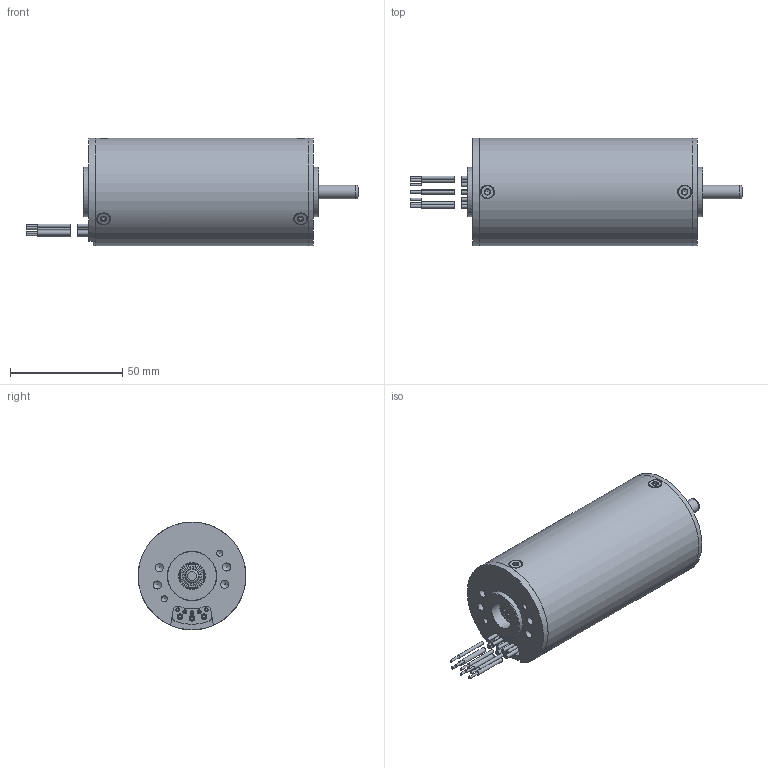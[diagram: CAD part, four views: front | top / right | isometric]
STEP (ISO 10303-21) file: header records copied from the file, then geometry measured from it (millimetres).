
FILE_DESCRIPTION(/* description */ (''),/* implementation_level */ '2;1');
FILE_NAME(/* name */ 'ECM48x40.stp',/* time_stamp */ '2015-05-28T08:03:10+02:00',/* author */ ('SL'),/* organization */ ('Kählig Antriebstechnig GmbH'),/* preprocessor_version */ 'ST-DEVELOPER v15',/* originating_system */ 'SIEMENS PLM Software NX 8.5',/* authorisation */ 'Weitergabe an Dritte ist nicht gestattet');
FILE_SCHEMA (('AUTOMOTIVE_DESIGN { 1 0 10303 214 3 1 1 1 }'));
Length unit declared in the file: millimetre
Products named in the file (1): ECM48x40_stp
Bounding box: 148 x 48 x 48 mm (x, y, z)
Volume: 59781.3 mm3; surface area: 48536.6 mm2
Topology: 36 solids, 36 shells, 484 faces, 1047 edges, 656 vertices
Faces by surface type: cylinder 196, plane 178, cone 85, torus 15, bspline 10
Full cylindrical faces by diameter (mm): 0.95 x5, 1.1 x3, 1.45 x8, 1.7 x5, 2.1 x7, 2.2 x2, 2.5 x3, 2.7 x10, 2.8 x6, 3 x6, 3.2 x6, 3.6 x8, 5.5 x6, 6 x3, 8.05 x4, 8.63 x2, 11.54 x4, 12 x2, 15.083 x2, 19 x3, 20 x1, 22 x2, 41.8 x2, 44 x1, 44.2 x8, 48 x3
Entity records: 17785 total; most frequent: CARTESIAN_POINT 8106, DIRECTION 2086, ORIENTED_EDGE 1492, AXIS2_PLACEMENT_3D 999, EDGE_LOOP 776, EDGE_CURVE 746, VERTEX_POINT 607, FACE_BOUND 592
